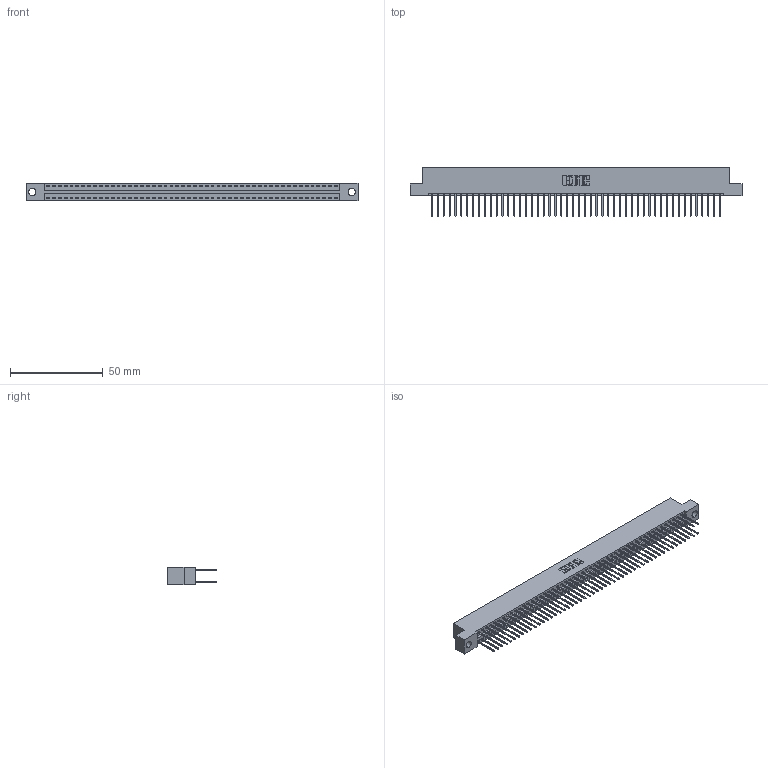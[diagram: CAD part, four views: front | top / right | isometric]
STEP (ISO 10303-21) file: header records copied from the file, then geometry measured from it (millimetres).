
FILE_DESCRIPTION (( 'STEP AP203' ), '1' );
FILE_NAME ('396-100-522-204.STEP', '2019-10-31T05:31:22', ( '' ), ( '' ), 'SwSTEP 2.0', 'SolidWorks 2016', '' );
FILE_SCHEMA (( 'CONFIG_CONTROL_DESIGN' ));
Length unit declared in the file: inch
Products named in the file (3): 345-292-001_345-293-122; 346 Part_Flush Mounting Lugs - 0.156 Dia-TH; 396-100-522-204
Assembly tree (101 placements, depth 2):
  396-100-522-204
    346 Part_Flush Mounting Lugs - 0.156 Dia-TH
    345-292-001_345-293-122  x100
Bounding box: 179.32 x 26.42 x 9.4 mm (x, y, z)
Volume: 17716.8 mm3; surface area: 25479.9 mm2
Topology: 101 solids, 101 shells, 5322 faces, 15829 edges, 10418 vertices
Faces by surface type: plane 3576, cylinder 1746
Entity records: 31575 total; most frequent: CARTESIAN_POINT 5192, ORIENTED_EDGE 5126, DIRECTION 4627, EDGE_CURVE 2563, VECTOR 2231, LINE 2231, VERTEX_POINT 1706, AXIS2_PLACEMENT_3D 1198
